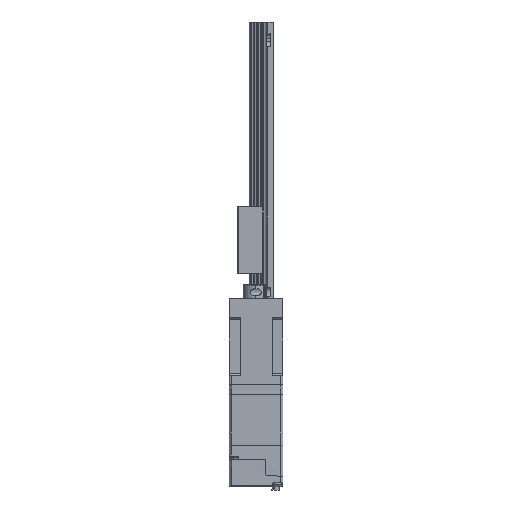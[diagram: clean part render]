
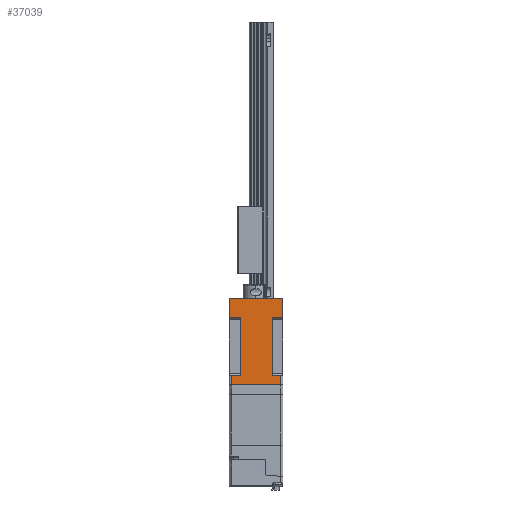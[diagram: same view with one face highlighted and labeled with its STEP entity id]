
A CAD part, left-side view. The second image highlights one B-rep face of the part: STEP entity #37039.
In plain terms, the highlighted planar face has unit normal (-1, 0, 0).
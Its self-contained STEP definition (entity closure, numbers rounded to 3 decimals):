
#921 = EDGE_LOOP ( 'NONE', ( #24460, #43700, #46423, #36783, #40129, #27948, #4141, #1194, #22542, #52720, #16954, #39629 ) ) ;
#1015 = DIRECTION ( 'NONE',  ( 0., 0., -1. ) ) ;
#1194 = ORIENTED_EDGE ( 'NONE', *, *, #37146, .F. ) ;
#1244 = CARTESIAN_POINT ( 'NONE',  ( -14., 14., 45. ) ) ;
#1548 = CARTESIAN_POINT ( 'NONE',  ( -14., -14., 45. ) ) ;
#1591 = DIRECTION ( 'NONE',  ( 0., 0., -1. ) ) ;
#1677 = LINE ( 'NONE', #41867, #9055 ) ;
#2606 = VECTOR ( 'NONE', #11966, 1000. ) ;
#3135 = CARTESIAN_POINT ( 'NONE',  ( -14., -14., 45. ) ) ;
#3638 = CARTESIAN_POINT ( 'NONE',  ( -14., 14., 45. ) ) ;
#4141 = ORIENTED_EDGE ( 'NONE', *, *, #39423, .T. ) ;
#5996 = CARTESIAN_POINT ( 'NONE',  ( -14., -14., 35. ) ) ;
#6112 = DIRECTION ( 'NONE',  ( 0., 0., -1. ) ) ;
#6785 = EDGE_CURVE ( 'NONE', #39972, #7312, #37912, .T. ) ;
#7312 = VERTEX_POINT ( 'NONE', #8055 ) ;
#7551 = VECTOR ( 'NONE', #35868, 1000. ) ;
#8055 = CARTESIAN_POINT ( 'NONE',  ( -14., 8., 5. ) ) ;
#8993 = VERTEX_POINT ( 'NONE', #16564 ) ;
#9055 = VECTOR ( 'NONE', #25204, 1000. ) ;
#9316 = CARTESIAN_POINT ( 'NONE',  ( -14., 8., 45. ) ) ;
#9423 = CARTESIAN_POINT ( 'NONE',  ( -14., 14., 0. ) ) ;
#9881 = VECTOR ( 'NONE', #24381, 1000. ) ;
#11156 = LINE ( 'NONE', #51807, #44172 ) ;
#11966 = DIRECTION ( 'NONE',  ( 0., 0., -1. ) ) ;
#13401 = CARTESIAN_POINT ( 'NONE',  ( -14., 8., 35. ) ) ;
#13695 = VECTOR ( 'NONE', #50078, 1000. ) ;
#14402 = CARTESIAN_POINT ( 'NONE',  ( -14., 13., 5. ) ) ;
#15513 = CARTESIAN_POINT ( 'NONE',  ( -14., 14., 45. ) ) ;
#15924 = DIRECTION ( 'NONE',  ( 0., -1., 0. ) ) ;
#16564 = CARTESIAN_POINT ( 'NONE',  ( -14., -13., 5. ) ) ;
#16954 = ORIENTED_EDGE ( 'NONE', *, *, #19351, .T. ) ;
#17738 = EDGE_CURVE ( 'NONE', #28819, #8993, #45033, .T. ) ;
#18893 = CARTESIAN_POINT ( 'NONE',  ( -14., -8.368, 5. ) ) ;
#19169 = DIRECTION ( 'NONE',  ( 0., -1., 0. ) ) ;
#19184 = AXIS2_PLACEMENT_3D ( 'NONE', #22451, #21641, #6112 ) ;
#19351 = EDGE_CURVE ( 'NONE', #40010, #39972, #37923, .T. ) ;
#19856 = EDGE_CURVE ( 'NONE', #34553, #43662, #32323, .T. ) ;
#21221 = VECTOR ( 'NONE', #31803, 1000. ) ;
#21641 = DIRECTION ( 'NONE',  ( 1., 0., 0. ) ) ;
#22451 = CARTESIAN_POINT ( 'NONE',  ( -14., 14., 45. ) ) ;
#22542 = ORIENTED_EDGE ( 'NONE', *, *, #19856, .F. ) ;
#23141 = VECTOR ( 'NONE', #1015, 1000. ) ;
#23733 = VECTOR ( 'NONE', #1591, 1000. ) ;
#24308 = VECTOR ( 'NONE', #47575, 1000. ) ;
#24381 = DIRECTION ( 'NONE',  ( 0., 0., 1. ) ) ;
#24460 = ORIENTED_EDGE ( 'NONE', *, *, #24663, .F. ) ;
#24663 = EDGE_CURVE ( 'NONE', #42846, #7312, #32369, .T. ) ;
#25204 = DIRECTION ( 'NONE',  ( 0., 0., 1. ) ) ;
#25365 = VERTEX_POINT ( 'NONE', #5996 ) ;
#26630 = CARTESIAN_POINT ( 'NONE',  ( -14., -13., 0. ) ) ;
#27948 = ORIENTED_EDGE ( 'NONE', *, *, #51254, .T. ) ;
#28819 = VERTEX_POINT ( 'NONE', #26630 ) ;
#29667 = CARTESIAN_POINT ( 'NONE',  ( -14., 14., 35. ) ) ;
#30222 = EDGE_CURVE ( 'NONE', #51398, #8993, #48025, .T. ) ;
#31803 = DIRECTION ( 'NONE',  ( 0., -1., 0. ) ) ;
#32323 = LINE ( 'NONE', #15513, #21221 ) ;
#32369 = LINE ( 'NONE', #48457, #7551 ) ;
#33736 = LINE ( 'NONE', #9423, #13695 ) ;
#33749 = VERTEX_POINT ( 'NONE', #41442 ) ;
#34296 = VERTEX_POINT ( 'NONE', #41506 ) ;
#34553 = VERTEX_POINT ( 'NONE', #1244 ) ;
#35868 = DIRECTION ( 'NONE',  ( 0., -1., 0. ) ) ;
#36783 = ORIENTED_EDGE ( 'NONE', *, *, #17738, .T. ) ;
#37039 = ADVANCED_FACE ( 'NONE', ( #38222 ), #47075, .F. ) ;
#37146 = EDGE_CURVE ( 'NONE', #43662, #25365, #51590, .T. ) ;
#37912 = LINE ( 'NONE', #9316, #23141 ) ;
#37923 = LINE ( 'NONE', #46762, #51082 ) ;
#38222 = FACE_OUTER_BOUND ( 'NONE', #921, .T. ) ;
#39423 = EDGE_CURVE ( 'NONE', #33749, #25365, #11156, .T. ) ;
#39629 = ORIENTED_EDGE ( 'NONE', *, *, #6785, .T. ) ;
#39972 = VERTEX_POINT ( 'NONE', #13401 ) ;
#40010 = VERTEX_POINT ( 'NONE', #29667 ) ;
#40047 = EDGE_CURVE ( 'NONE', #42846, #34296, #42328, .T. ) ;
#40129 = ORIENTED_EDGE ( 'NONE', *, *, #30222, .F. ) ;
#40769 = CARTESIAN_POINT ( 'NONE',  ( -14., -13., 45. ) ) ;
#41442 = CARTESIAN_POINT ( 'NONE',  ( -14., -8.368, 35. ) ) ;
#41506 = CARTESIAN_POINT ( 'NONE',  ( -14., 13., 0. ) ) ;
#41867 = CARTESIAN_POINT ( 'NONE',  ( -14., -8.368, 5. ) ) ;
#42055 = CARTESIAN_POINT ( 'NONE',  ( -14., 13., 45. ) ) ;
#42328 = LINE ( 'NONE', #42055, #23733 ) ;
#42846 = VERTEX_POINT ( 'NONE', #14402 ) ;
#43057 = EDGE_CURVE ( 'NONE', #34553, #40010, #52629, .T. ) ;
#43662 = VERTEX_POINT ( 'NONE', #1548 ) ;
#43700 = ORIENTED_EDGE ( 'NONE', *, *, #40047, .T. ) ;
#44172 = VECTOR ( 'NONE', #19169, 1000. ) ;
#45033 = LINE ( 'NONE', #40769, #9881 ) ;
#46247 = DIRECTION ( 'NONE',  ( 0., -1., 0. ) ) ;
#46423 = ORIENTED_EDGE ( 'NONE', *, *, #48633, .T. ) ;
#46762 = CARTESIAN_POINT ( 'NONE',  ( -14., 14., 35. ) ) ;
#47075 = PLANE ( 'NONE',  #19184 ) ;
#47575 = DIRECTION ( 'NONE',  ( 0., 0., -1. ) ) ;
#48025 = LINE ( 'NONE', #18893, #49109 ) ;
#48457 = CARTESIAN_POINT ( 'NONE',  ( -14., 14., 5. ) ) ;
#48633 = EDGE_CURVE ( 'NONE', #34296, #28819, #33736, .T. ) ;
#49109 = VECTOR ( 'NONE', #15924, 1000. ) ;
#50078 = DIRECTION ( 'NONE',  ( 0., -1., 0. ) ) ;
#50927 = CARTESIAN_POINT ( 'NONE',  ( -14., -8.368, 5. ) ) ;
#51082 = VECTOR ( 'NONE', #46247, 1000. ) ;
#51254 = EDGE_CURVE ( 'NONE', #51398, #33749, #1677, .T. ) ;
#51398 = VERTEX_POINT ( 'NONE', #50927 ) ;
#51590 = LINE ( 'NONE', #3135, #24308 ) ;
#51807 = CARTESIAN_POINT ( 'NONE',  ( -14., -8.368, 35. ) ) ;
#52629 = LINE ( 'NONE', #3638, #2606 ) ;
#52720 = ORIENTED_EDGE ( 'NONE', *, *, #43057, .T. ) ;
